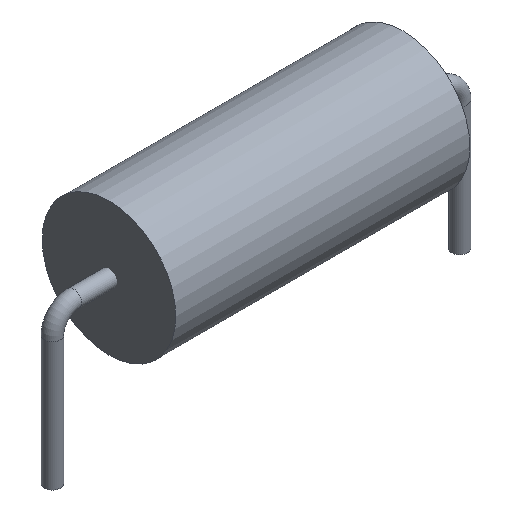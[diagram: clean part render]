
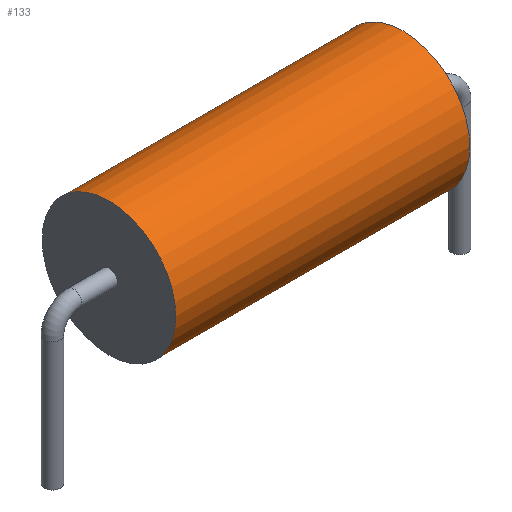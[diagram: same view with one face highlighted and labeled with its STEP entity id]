
A CAD part, isometric view. The second image highlights one B-rep face of the part: STEP entity #133.
In plain terms, the highlighted cylindrical face has radius 2.5 mm (diameter 5 mm), a full revolution.
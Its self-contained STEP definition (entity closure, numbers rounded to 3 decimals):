
#24=CYLINDRICAL_SURFACE($,#161,2.5);
#31=FACE_BOUND($,#64,.T.);
#44=FACE_OUTER_BOUND($,#63,.T.);
#63=EDGE_LOOP($,(#113));
#64=EDGE_LOOP($,(#114));
#75=CIRCLE($,#162,2.5);
#76=CIRCLE($,#163,2.5);
#85=VERTEX_POINT($,#242);
#86=VERTEX_POINT($,#244);
#95=EDGE_CURVE($,#85,#85,#75,.T.);
#96=EDGE_CURVE($,#86,#86,#76,.T.);
#113=ORIENTED_EDGE($,*,*,#95,.F.);
#114=ORIENTED_EDGE($,*,*,#96,.T.);
#133=ADVANCED_FACE($,(#44,#31),#24,.T.);
#161=AXIS2_PLACEMENT_3D($,#241,#204,#205);
#162=AXIS2_PLACEMENT_3D($,#243,#206,#207);
#163=AXIS2_PLACEMENT_3D($,#245,#208,#209);
#204=DIRECTION('center_axis',(1.,0.,0.));
#205=DIRECTION('ref_axis',(0.,-1.,0.));
#206=DIRECTION('center_axis',(1.,0.,0.));
#207=DIRECTION('ref_axis',(0.,-1.,0.));
#208=DIRECTION('center_axis',(1.,0.,0.));
#209=DIRECTION('ref_axis',(0.,-1.,0.));
#241=CARTESIAN_POINT('Origin',(-5.4,0.,2.5));
#242=CARTESIAN_POINT('',(5.5,2.5,2.5));
#243=CARTESIAN_POINT('Origin',(5.5,0.,2.5));
#244=CARTESIAN_POINT('',(-5.5,2.5,2.5));
#245=CARTESIAN_POINT('Origin',(-5.5,0.,2.5));
